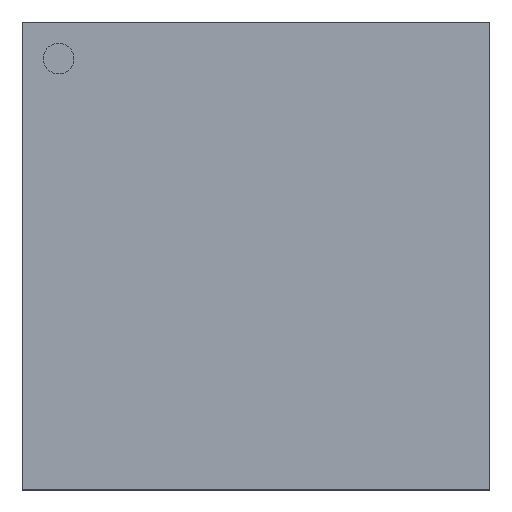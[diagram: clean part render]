
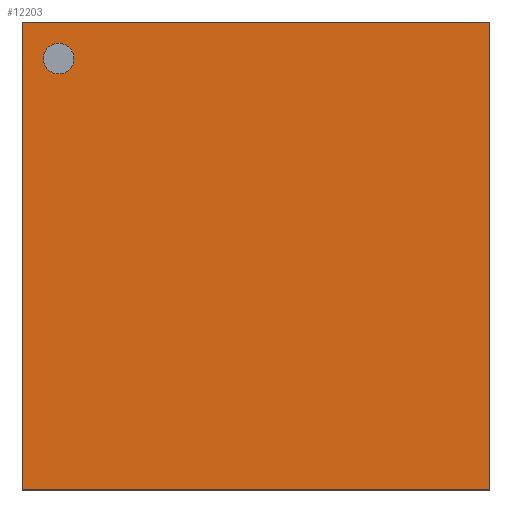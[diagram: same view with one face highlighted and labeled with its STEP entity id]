
A CAD part, top view. The second image highlights one B-rep face of the part: STEP entity #12203.
In plain terms, the highlighted planar face has unit normal (0, 0, 1).
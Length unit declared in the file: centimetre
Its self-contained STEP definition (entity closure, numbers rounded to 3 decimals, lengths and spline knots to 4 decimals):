
#366 = CARTESIAN_POINT ( 'NONE',  ( 0., 0.383, 0.035 ) ) ;
#534 = CARTESIAN_POINT ( 'NONE',  ( 0.03, 0.353, 0.035 ) ) ;
#969 = ORIENTED_EDGE ( 'NONE', *, *, #6417, .T. ) ;
#1111 = AXIS2_PLACEMENT_3D ( 'NONE', #9550, #3422, #10571 ) ;
#1148 = DIRECTION ( 'NONE',  ( -1., 0., 0. ) ) ;
#1563 = CIRCLE ( 'NONE', #12458, 0.0125 ) ;
#1592 = DIRECTION ( 'NONE',  ( -1., 0., 0. ) ) ;
#1784 = CARTESIAN_POINT ( 'NONE',  ( 0.0425, 0.353, 0.035 ) ) ;
#2044 = ORIENTED_EDGE ( 'NONE', *, *, #8099, .F. ) ;
#2362 = ORIENTED_EDGE ( 'NONE', *, *, #11132, .F. ) ;
#2478 = DIRECTION ( 'NONE',  ( 1., 0., 0. ) ) ;
#3422 = DIRECTION ( 'NONE',  ( 0., 0., 1. ) ) ;
#3550 = CARTESIAN_POINT ( 'NONE',  ( 0.1915, 0.383, 0.035 ) ) ;
#4349 = CIRCLE ( 'NONE', #10445, 0.0125 ) ;
#4451 = VERTEX_POINT ( 'NONE', #12426 ) ;
#4897 = LINE ( 'NONE', #5256, #10646 ) ;
#5170 = DIRECTION ( 'NONE',  ( 0., 0., -1. ) ) ;
#5251 = ORIENTED_EDGE ( 'NONE', *, *, #10083, .F. ) ;
#5256 = CARTESIAN_POINT ( 'NONE',  ( 0.1915, 0., 0.035 ) ) ;
#5442 = CARTESIAN_POINT ( 'NONE',  ( 0., 0.1915, 0.035 ) ) ;
#5629 = EDGE_CURVE ( 'NONE', #7821, #12852, #8603, .T. ) ;
#5922 = FACE_BOUND ( 'NONE', #9516, .T. ) ;
#5961 = EDGE_CURVE ( 'NONE', #4451, #10339, #4349, .T. ) ;
#6367 = LINE ( 'NONE', #5442, #11810 ) ;
#6417 = EDGE_CURVE ( 'NONE', #10339, #4451, #1563, .T. ) ;
#6520 = DIRECTION ( 'NONE',  ( 0., 1., 0. ) ) ;
#6827 = VECTOR ( 'NONE', #8721, 100. ) ;
#7414 = VERTEX_POINT ( 'NONE', #11785 ) ;
#7741 = DIRECTION ( 'NONE',  ( 0., 0., -1. ) ) ;
#7821 = VERTEX_POINT ( 'NONE', #8008 ) ;
#8008 = CARTESIAN_POINT ( 'NONE',  ( 0.383, 0.383, 0.035 ) ) ;
#8099 = EDGE_CURVE ( 'NONE', #7414, #9135, #6367, .T. ) ;
#8353 = FACE_OUTER_BOUND ( 'NONE', #10325, .T. ) ;
#8554 = CARTESIAN_POINT ( 'NONE',  ( 0.383, 0., 0.035 ) ) ;
#8603 = LINE ( 'NONE', #12788, #6827 ) ;
#8721 = DIRECTION ( 'NONE',  ( 0., -1., 0. ) ) ;
#9135 = VERTEX_POINT ( 'NONE', #366 ) ;
#9309 = ORIENTED_EDGE ( 'NONE', *, *, #5961, .T. ) ;
#9516 = EDGE_LOOP ( 'NONE', ( #9309, #969 ) ) ;
#9550 = CARTESIAN_POINT ( 'NONE',  ( 0.1915, 0.1915, 0.035 ) ) ;
#9827 = ORIENTED_EDGE ( 'NONE', *, *, #5629, .F. ) ;
#10083 = EDGE_CURVE ( 'NONE', #12852, #7414, #4897, .T. ) ;
#10325 = EDGE_LOOP ( 'NONE', ( #5251, #9827, #2362, #2044 ) ) ;
#10339 = VERTEX_POINT ( 'NONE', #1784 ) ;
#10445 = AXIS2_PLACEMENT_3D ( 'NONE', #11294, #5170, #12348 ) ;
#10571 = DIRECTION ( 'NONE',  ( 1., 0., 0. ) ) ;
#10646 = VECTOR ( 'NONE', #1148, 100. ) ;
#11132 = EDGE_CURVE ( 'NONE', #9135, #7821, #12079, .T. ) ;
#11294 = CARTESIAN_POINT ( 'NONE',  ( 0.03, 0.353, 0.035 ) ) ;
#11785 = CARTESIAN_POINT ( 'NONE',  ( 0., 0., 0.035 ) ) ;
#11810 = VECTOR ( 'NONE', #6520, 100. ) ;
#12079 = LINE ( 'NONE', #3550, #12410 ) ;
#12203 = ADVANCED_FACE ( 'NONE', ( #8353, #5922 ), #12560, .T. ) ;
#12348 = DIRECTION ( 'NONE',  ( -1., 0., 0. ) ) ;
#12410 = VECTOR ( 'NONE', #2478, 100. ) ;
#12426 = CARTESIAN_POINT ( 'NONE',  ( 0.0175, 0.353, 0.035 ) ) ;
#12458 = AXIS2_PLACEMENT_3D ( 'NONE', #534, #7741, #1592 ) ;
#12560 = PLANE ( 'NONE',  #1111 ) ;
#12788 = CARTESIAN_POINT ( 'NONE',  ( 0.383, 0.1915, 0.035 ) ) ;
#12852 = VERTEX_POINT ( 'NONE', #8554 ) ;
